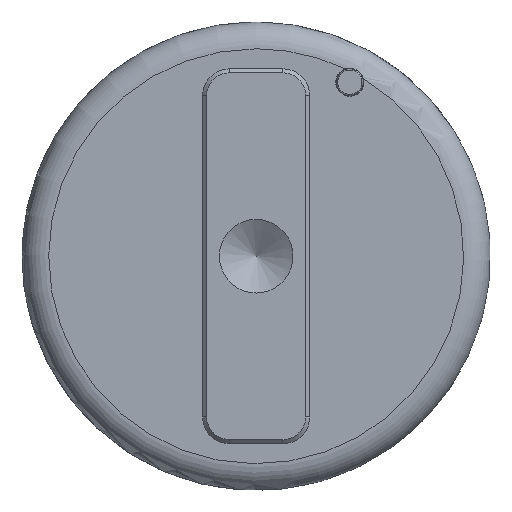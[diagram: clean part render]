
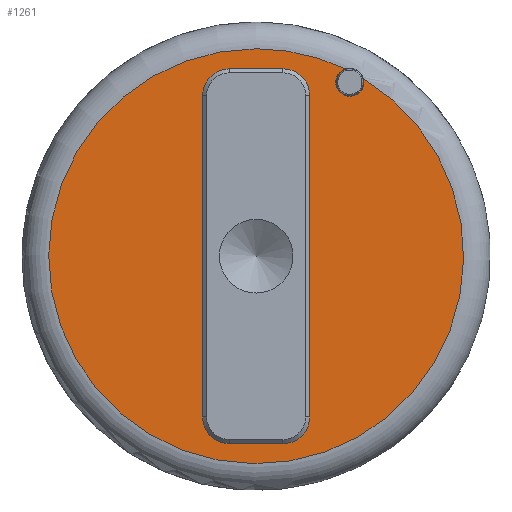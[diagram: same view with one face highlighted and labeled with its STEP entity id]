
A CAD part, left-side view. The second image highlights one B-rep face of the part: STEP entity #1261.
In plain terms, the highlighted face is planar.
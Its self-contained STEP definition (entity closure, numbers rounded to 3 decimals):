
#56=FACE_BOUND('',#291,.T.);
#113=CIRCLE('',#1342,2.);
#114=CIRCLE('',#1345,2.);
#116=CIRCLE('',#1350,2.);
#117=CIRCLE('',#1353,2.);
#120=CIRCLE('',#1359,15.5);
#123=CIRCLE('',#1363,1.05);
#204=FACE_OUTER_BOUND('',#290,.T.);
#290=EDGE_LOOP('',(#921,#922));
#291=EDGE_LOOP('',(#923,#924,#925,#926,#927,#928,#929,#930));
#393=LINE('',#1938,#482);
#396=LINE('',#1946,#485);
#399=LINE('',#1957,#488);
#402=LINE('',#1964,#491);
#482=VECTOR('',#1538,4.);
#485=VECTOR('',#1547,24.);
#488=VECTOR('',#1560,4.);
#491=VECTOR('',#1569,24.);
#569=VERTEX_POINT('',#1931);
#570=VERTEX_POINT('',#1933);
#571=VERTEX_POINT('',#1937);
#572=VERTEX_POINT('',#1941);
#573=VERTEX_POINT('',#1945);
#575=VERTEX_POINT('',#1952);
#576=VERTEX_POINT('',#1956);
#577=VERTEX_POINT('',#1960);
#580=VERTEX_POINT('',#1971);
#581=VERTEX_POINT('',#1972);
#691=EDGE_CURVE('',#570,#569,#113,.F.);
#693=EDGE_CURVE('',#570,#571,#393,.T.);
#695=EDGE_CURVE('',#572,#571,#114,.F.);
#697=EDGE_CURVE('',#572,#573,#396,.T.);
#700=EDGE_CURVE('',#575,#573,#116,.F.);
#702=EDGE_CURVE('',#575,#576,#399,.T.);
#704=EDGE_CURVE('',#577,#576,#117,.F.);
#706=EDGE_CURVE('',#577,#569,#402,.T.);
#710=EDGE_CURVE('',#581,#580,#120,.T.);
#713=EDGE_CURVE('',#580,#581,#123,.T.);
#921=ORIENTED_EDGE('',*,*,#710,.T.);
#922=ORIENTED_EDGE('',*,*,#713,.T.);
#923=ORIENTED_EDGE('',*,*,#702,.F.);
#924=ORIENTED_EDGE('',*,*,#700,.T.);
#925=ORIENTED_EDGE('',*,*,#697,.F.);
#926=ORIENTED_EDGE('',*,*,#695,.T.);
#927=ORIENTED_EDGE('',*,*,#693,.F.);
#928=ORIENTED_EDGE('',*,*,#691,.T.);
#929=ORIENTED_EDGE('',*,*,#706,.F.);
#930=ORIENTED_EDGE('',*,*,#704,.T.);
#1164=PLANE('',#1369);
#1261=ADVANCED_FACE('',(#204,#56),#1164,.T.);
#1342=AXIS2_PLACEMENT_3D('',#1934,#1533,#1534);
#1345=AXIS2_PLACEMENT_3D('',#1942,#1542,#1543);
#1350=AXIS2_PLACEMENT_3D('',#1953,#1555,#1556);
#1353=AXIS2_PLACEMENT_3D('',#1961,#1564,#1565);
#1359=AXIS2_PLACEMENT_3D('',#1987,#1578,#1579);
#1363=AXIS2_PLACEMENT_3D('',#1993,#1586,#1587);
#1369=AXIS2_PLACEMENT_3D('',#2050,#1602,#1603);
#1533=DIRECTION('center_axis',(0.,0.,1.));
#1534=DIRECTION('ref_axis',(-0.707,0.707,0.));
#1538=DIRECTION('',(0.,-1.,0.));
#1542=DIRECTION('center_axis',(0.,0.,1.));
#1543=DIRECTION('ref_axis',(-0.707,-0.707,0.));
#1547=DIRECTION('',(1.,0.,0.));
#1555=DIRECTION('center_axis',(0.,0.,1.));
#1556=DIRECTION('ref_axis',(0.707,-0.707,0.));
#1560=DIRECTION('',(0.,1.,0.));
#1564=DIRECTION('center_axis',(0.,0.,1.));
#1565=DIRECTION('ref_axis',(0.707,0.707,0.));
#1569=DIRECTION('',(-1.,0.,0.));
#1578=DIRECTION('center_axis',(0.,0.,1.));
#1579=DIRECTION('ref_axis',(-1.,0.,0.));
#1586=DIRECTION('center_axis',(0.,0.,-1.));
#1587=DIRECTION('ref_axis',(1.,0.,0.));
#1602=DIRECTION('center_axis',(0.,0.,1.));
#1603=DIRECTION('ref_axis',(1.,0.,0.));
#1931=CARTESIAN_POINT('',(-12.,4.,3.));
#1933=CARTESIAN_POINT('',(-14.,2.,3.));
#1934=CARTESIAN_POINT('Origin',(-12.,2.,3.));
#1937=CARTESIAN_POINT('',(-14.,-2.,3.));
#1938=CARTESIAN_POINT('',(-14.,2.,3.));
#1941=CARTESIAN_POINT('',(-12.,-4.,3.));
#1942=CARTESIAN_POINT('Origin',(-12.,-2.,3.));
#1945=CARTESIAN_POINT('',(12.,-4.,3.));
#1946=CARTESIAN_POINT('',(-7.,-4.,3.));
#1952=CARTESIAN_POINT('',(14.,-2.,3.));
#1953=CARTESIAN_POINT('Origin',(12.,-2.,3.));
#1956=CARTESIAN_POINT('',(14.,2.,3.));
#1957=CARTESIAN_POINT('',(14.,-2.,3.));
#1960=CARTESIAN_POINT('',(12.,4.,3.));
#1961=CARTESIAN_POINT('Origin',(12.,2.,3.));
#1964=CARTESIAN_POINT('',(7.,4.,3.));
#1971=CARTESIAN_POINT('',(13.266,-8.016,3.));
#1972=CARTESIAN_POINT('',(13.995,-6.663,3.));
#1987=CARTESIAN_POINT('Origin',(0.,0.,3.));
#1993=CARTESIAN_POINT('Origin',(13.,-7.,3.));
#2050=CARTESIAN_POINT('Origin',(0.,0.,3.));
